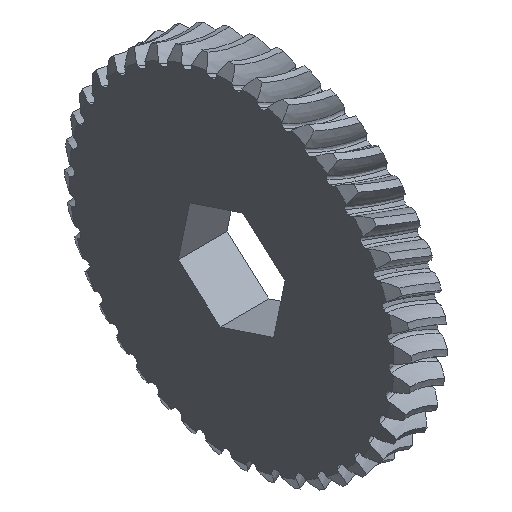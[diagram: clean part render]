
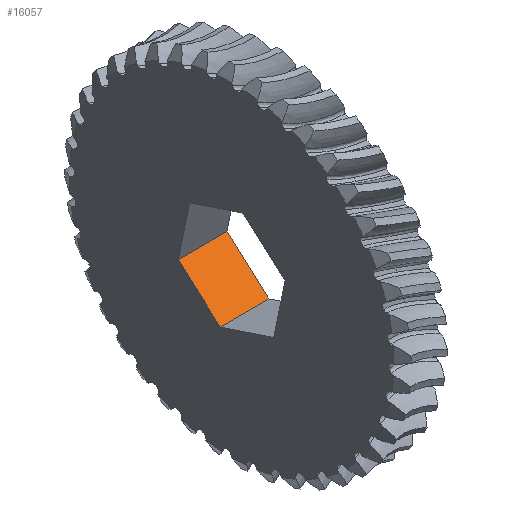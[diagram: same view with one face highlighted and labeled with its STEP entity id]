
A CAD part, isometric view. The second image highlights one B-rep face of the part: STEP entity #16057.
In plain terms, the highlighted planar face has unit normal (0, -0.664, 0.747).
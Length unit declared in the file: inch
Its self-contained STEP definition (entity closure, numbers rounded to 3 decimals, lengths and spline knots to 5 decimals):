
#810 = LINE ( 'NONE', #20301, #6479 ) ;
#931 = DIRECTION ( 'NONE',  ( 1., 0., 0. ) ) ;
#2769 = PLANE ( 'NONE',  #14730 ) ;
#5206 = LINE ( 'NONE', #11375, #12318 ) ;
#6479 = VECTOR ( 'NONE', #931, 39.37008 ) ;
#6579 = EDGE_LOOP ( 'NONE', ( #21860, #20211, #9172, #9732 ) ) ;
#7189 = DIRECTION ( 'NONE',  ( 0., -0.747, -0.664 ) ) ;
#8177 = EDGE_CURVE ( 'NONE', #11707, #19173, #20881, .T. ) ;
#9172 = ORIENTED_EDGE ( 'NONE', *, *, #8177, .T. ) ;
#9732 = ORIENTED_EDGE ( 'NONE', *, *, #23001, .F. ) ;
#10877 = LINE ( 'NONE', #18460, #27357 ) ;
#11375 = CARTESIAN_POINT ( 'NONE',  ( -0.125, 0.05824, -0.28274 ) ) ;
#11707 = VERTEX_POINT ( 'NONE', #19748 ) ;
#12318 = VECTOR ( 'NONE', #13523, 39.37008 ) ;
#13523 = DIRECTION ( 'NONE',  ( 0., 0.747, 0.664 ) ) ;
#13978 = FACE_OUTER_BOUND ( 'NONE', #6579, .T. ) ;
#14730 = AXIS2_PLACEMENT_3D ( 'NONE', #17987, #20184, #7189 ) ;
#15409 = EDGE_CURVE ( 'NONE', #20285, #25092, #5206, .T. ) ;
#15766 = VECTOR ( 'NONE', #24338, 39.37008 ) ;
#16057 = ADVANCED_FACE ( 'NONE', ( #13978 ), #2769, .T. ) ;
#16360 = DIRECTION ( 'NONE',  ( 1., 0., 0. ) ) ;
#17987 = CARTESIAN_POINT ( 'NONE',  ( 0.125, 0.05824, -0.28274 ) ) ;
#18460 = CARTESIAN_POINT ( 'NONE',  ( 0.125, 0.27398, -0.09093 ) ) ;
#19173 = VERTEX_POINT ( 'NONE', #22636 ) ;
#19748 = CARTESIAN_POINT ( 'NONE',  ( 0.125, 0.05824, -0.28274 ) ) ;
#20184 = DIRECTION ( 'NONE',  ( 0., -0.664, 0.747 ) ) ;
#20211 = ORIENTED_EDGE ( 'NONE', *, *, #22803, .T. ) ;
#20285 = VERTEX_POINT ( 'NONE', #20527 ) ;
#20301 = CARTESIAN_POINT ( 'NONE',  ( 0.125, 0.05824, -0.28274 ) ) ;
#20527 = CARTESIAN_POINT ( 'NONE',  ( -0.125, 0.05824, -0.28274 ) ) ;
#20881 = LINE ( 'NONE', #26486, #15766 ) ;
#21860 = ORIENTED_EDGE ( 'NONE', *, *, #15409, .F. ) ;
#21999 = CARTESIAN_POINT ( 'NONE',  ( -0.125, 0.27398, -0.09093 ) ) ;
#22636 = CARTESIAN_POINT ( 'NONE',  ( 0.125, 0.27398, -0.09093 ) ) ;
#22803 = EDGE_CURVE ( 'NONE', #20285, #11707, #810, .T. ) ;
#23001 = EDGE_CURVE ( 'NONE', #25092, #19173, #10877, .T. ) ;
#24338 = DIRECTION ( 'NONE',  ( 0., 0.747, 0.664 ) ) ;
#25092 = VERTEX_POINT ( 'NONE', #21999 ) ;
#26486 = CARTESIAN_POINT ( 'NONE',  ( 0.125, 0.05824, -0.28274 ) ) ;
#27357 = VECTOR ( 'NONE', #16360, 39.37008 ) ;
